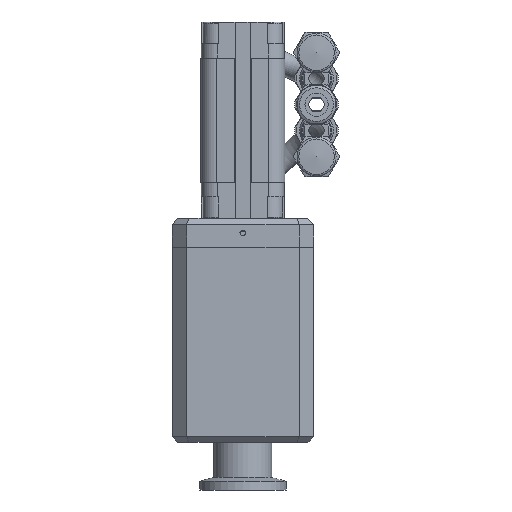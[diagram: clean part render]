
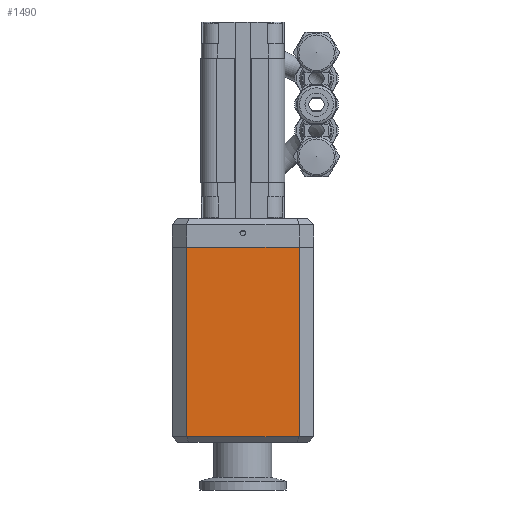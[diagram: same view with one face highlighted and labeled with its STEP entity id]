
A CAD part, left-side view. The second image highlights one B-rep face of the part: STEP entity #1490.
In plain terms, the highlighted planar face has unit normal (-1, 0, 0).
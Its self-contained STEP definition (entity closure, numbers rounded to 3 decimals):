
#1490=ADVANCED_FACE('',(#6445),#6447,.T.);
#6445=FACE_BOUND('',#6446,.T.);
#6446=EDGE_LOOP('',(#11582,#11583,#11584,#11585));
#6447=PLANE('',#6448);
#6448=AXIS2_PLACEMENT_3D('',#6449,#6450,#6451);
#6449=CARTESIAN_POINT('',(-24.5,19.5,0.));
#6450=DIRECTION('',(-1.,0.,0.));
#6451=DIRECTION('',(0.,-1.,0.));
#11582=ORIENTED_EDGE('',*,*,#14657,.T.);
#11583=ORIENTED_EDGE('',*,*,#14658,.T.);
#11584=ORIENTED_EDGE('',*,*,#14636,.F.);
#11585=ORIENTED_EDGE('',*,*,#14655,.F.);
#14636=EDGE_CURVE('',#16174,#16176,#16177,.T.);
#14655=EDGE_CURVE('',#16212,#16174,#16214,.T.);
#14657=EDGE_CURVE('',#16212,#16216,#16217,.T.);
#14658=EDGE_CURVE('',#16216,#16176,#16218,.T.);
#16174=VERTEX_POINT('',#18800);
#16176=VERTEX_POINT('',#18804);
#16177=LINE('',#18805,#18806);
#16212=VERTEX_POINT('',#18887);
#16214=LINE('',#18891,#18892);
#16216=VERTEX_POINT('',#18897);
#16217=LINE('',#18898,#18899);
#16218=LINE('',#18901,#18902);
#18800=CARTESIAN_POINT('',(-24.5,19.5,67.5));
#18804=CARTESIAN_POINT('',(-24.5,-19.5,67.5));
#18805=CARTESIAN_POINT('',(-24.5,19.5,67.5));
#18806=VECTOR('',#18807,1.);
#18807=DIRECTION('',(0.,-1.,0.));
#18887=CARTESIAN_POINT('',(-24.5,19.5,2.));
#18891=CARTESIAN_POINT('',(-24.5,19.5,2.));
#18892=VECTOR('',#18893,1.);
#18893=DIRECTION('',(0.,0.,1.));
#18897=CARTESIAN_POINT('',(-24.5,-19.5,2.));
#18898=CARTESIAN_POINT('',(-24.5,19.5,2.));
#18899=VECTOR('',#18900,1.);
#18900=DIRECTION('',(0.,-1.,0.));
#18901=CARTESIAN_POINT('',(-24.5,-19.5,2.));
#18902=VECTOR('',#18903,1.);
#18903=DIRECTION('',(0.,0.,1.));
